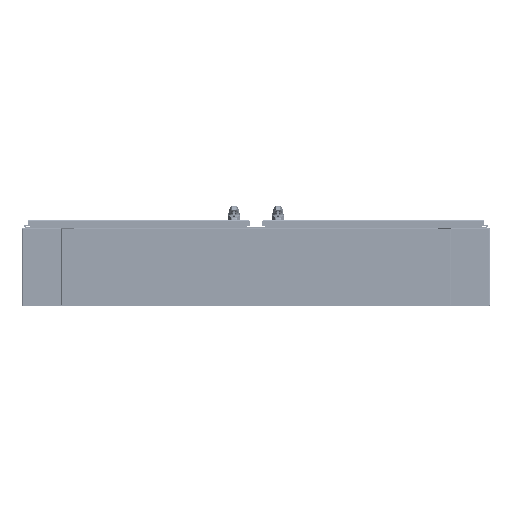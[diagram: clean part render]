
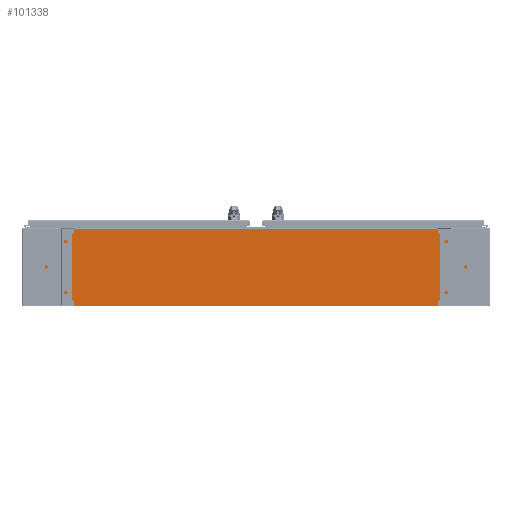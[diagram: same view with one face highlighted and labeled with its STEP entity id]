
A CAD part, front view. The second image highlights one B-rep face of the part: STEP entity #101338.
In plain terms, the highlighted face is planar.
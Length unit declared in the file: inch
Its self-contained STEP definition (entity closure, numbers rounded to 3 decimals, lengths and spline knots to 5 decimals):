
#3535 = VECTOR ( 'NONE', #64716, 39.37008 ) ;
#4472 = CARTESIAN_POINT ( 'NONE',  ( -0.44585, 10.8295, 0.0937 ) ) ;
#5432 = CARTESIAN_POINT ( 'NONE',  ( 71.49175, 10.8295, 0.0937 ) ) ;
#14178 = DIRECTION ( 'NONE',  ( 0., 0., 1. ) ) ;
#29980 = DIRECTION ( 'NONE',  ( 0., 1., 0. ) ) ;
#36116 = ORIENTED_EDGE ( 'NONE', *, *, #129129, .F. ) ;
#36356 = FACE_OUTER_BOUND ( 'NONE', #176477, .T. ) ;
#39128 = ORIENTED_EDGE ( 'NONE', *, *, #48825, .T. ) ;
#48825 = EDGE_CURVE ( 'NONE', #117271, #94454, #79674, .T. ) ;
#60660 = LINE ( 'NONE', #117467, #136764 ) ;
#63859 = CARTESIAN_POINT ( 'NONE',  ( -0.44585, 10.8295, 0.0937 ) ) ;
#64716 = DIRECTION ( 'NONE',  ( 1., 0., 0. ) ) ;
#64933 = CARTESIAN_POINT ( 'NONE',  ( 17.53855, -1.07685, 0.0937 ) ) ;
#65427 = ORIENTED_EDGE ( 'NONE', *, *, #84171, .F. ) ;
#78116 = AXIS2_PLACEMENT_3D ( 'NONE', #99859, #14178, #114217 ) ;
#79674 = LINE ( 'NONE', #64933, #3535 ) ;
#84171 = EDGE_CURVE ( 'NONE', #117271, #125910, #60660, .T. ) ;
#89032 = LINE ( 'NONE', #63859, #127091 ) ;
#94454 = VERTEX_POINT ( 'NONE', #136096 ) ;
#96636 = LINE ( 'NONE', #5432, #163944 ) ;
#99859 = CARTESIAN_POINT ( 'NONE',  ( 35.52295, 4.8607, 0.0937 ) ) ;
#101338 = ADVANCED_FACE ( 'NONE', ( #36356 ), #185135, .T. ) ;
#102155 = VERTEX_POINT ( 'NONE', #131361 ) ;
#105953 = CARTESIAN_POINT ( 'NONE',  ( -0.44585, -1.07685, 0.0937 ) ) ;
#108345 = ORIENTED_EDGE ( 'NONE', *, *, #110424, .F. ) ;
#110424 = EDGE_CURVE ( 'NONE', #125910, #102155, #89032, .T. ) ;
#114217 = DIRECTION ( 'NONE',  ( 1., 0., 0. ) ) ;
#117271 = VERTEX_POINT ( 'NONE', #105953 ) ;
#117467 = CARTESIAN_POINT ( 'NONE',  ( -0.44585, -1.1081, 0.0937 ) ) ;
#125910 = VERTEX_POINT ( 'NONE', #4472 ) ;
#127091 = VECTOR ( 'NONE', #149638, 39.37008 ) ;
#129129 = EDGE_CURVE ( 'NONE', #102155, #94454, #96636, .T. ) ;
#131361 = CARTESIAN_POINT ( 'NONE',  ( 71.49175, 10.8295, 0.0937 ) ) ;
#136096 = CARTESIAN_POINT ( 'NONE',  ( 71.49175, -1.07685, 0.0937 ) ) ;
#136764 = VECTOR ( 'NONE', #29980, 39.37008 ) ;
#149398 = DIRECTION ( 'NONE',  ( 0., -1., 0. ) ) ;
#149638 = DIRECTION ( 'NONE',  ( 1., 0., 0. ) ) ;
#163944 = VECTOR ( 'NONE', #149398, 39.37008 ) ;
#176477 = EDGE_LOOP ( 'NONE', ( #39128, #36116, #108345, #65427 ) ) ;
#185135 = PLANE ( 'NONE',  #78116 ) ;
